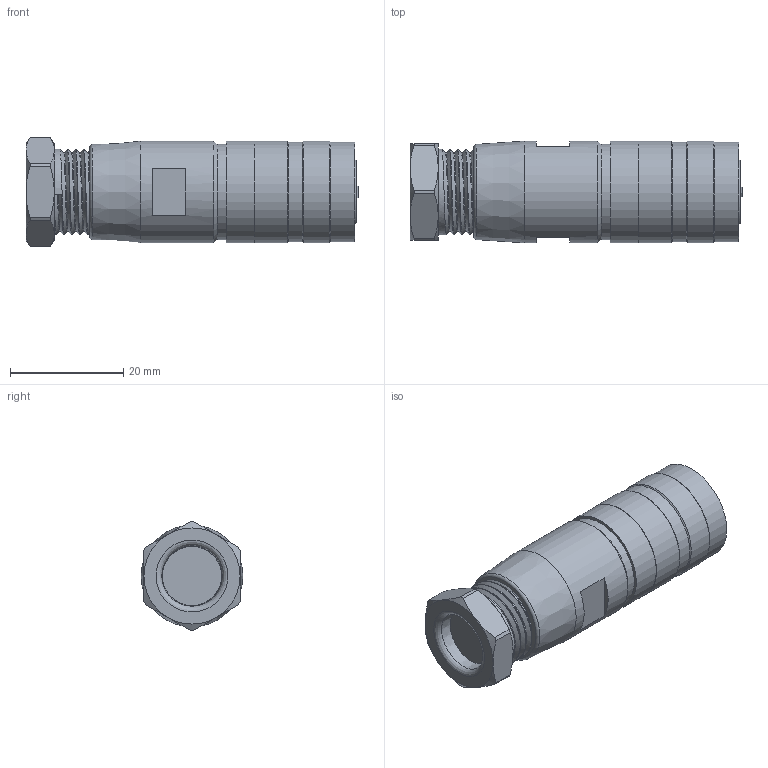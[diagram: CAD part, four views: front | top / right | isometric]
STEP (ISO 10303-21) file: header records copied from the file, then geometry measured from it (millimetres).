
FILE_DESCRIPTION(/* description */ (''),/* implementation_level */ '2;1');
FILE_NAME(/* name */ 'c091 11d003 001 2 unxc001-01.stp',/* time_stamp */ '2019-07-24T16:30:53+02:00',/* author */ (''),/* organization */ (''),/* preprocessor_version */ 'ST-DEVELOPER v16.7',/* originating_system */ 'SIEMENS PLM Software NX 12.0',/* authorisation */ '');
FILE_SCHEMA (('AUTOMOTIVE_DESIGN { 1 0 10303 214 3 1 1 1 }'));
Length unit declared in the file: millimetre
Products named in the file (1): c091 11d003 001 2 unxc001-01
Bounding box: 58.75 x 18 x 19.3 mm (x, y, z)
Volume: 12991.1 mm3; surface area: 4992.3 mm2
Topology: 1 solids, 1 shells, 122 faces, 308 edges, 204 vertices
Faces by surface type: plane 63, cylinder 29, bspline 18, cone 11, torus 1
Full cylindrical faces by diameter (mm): 2 x2, 14.7 x1, 14.8 x1, 15.2 x2, 16.7 x1, 16.9 x1, 17.6 x2, 17.9 x1, 18 x3
Entity records: 6003 total; most frequent: CARTESIAN_POINT 2709, ORIENTED_EDGE 550, DIRECTION 496, EDGE_CURVE 275, VERTEX_POINT 194, AXIS2_PLACEMENT_3D 192, EDGE_LOOP 161, ADVANCED_FACE 122
